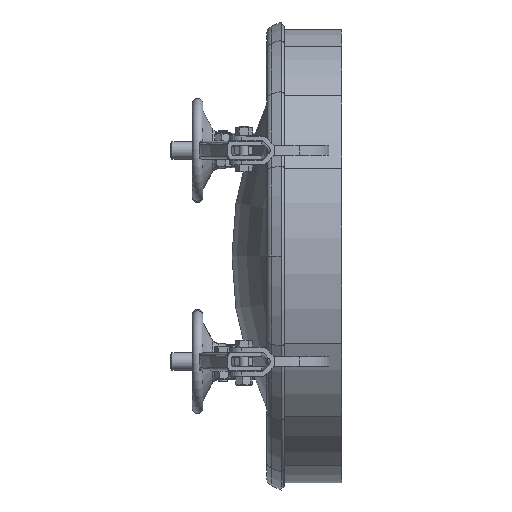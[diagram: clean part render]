
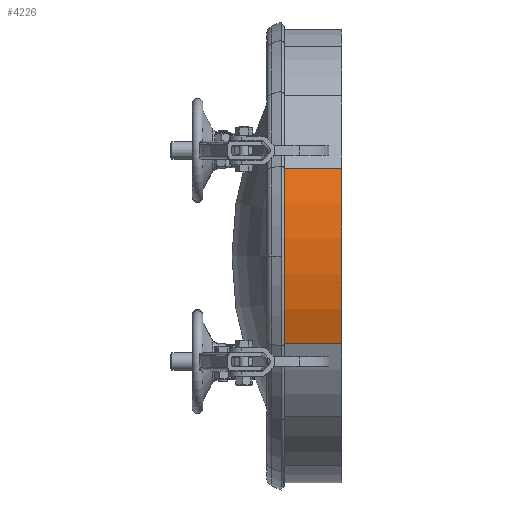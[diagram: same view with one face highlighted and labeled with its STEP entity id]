
A CAD part, left-side view. The second image highlights one B-rep face of the part: STEP entity #4226.
In plain terms, the highlighted cylindrical face has radius 260.526 mm (diameter 521.052 mm), a partial arc.
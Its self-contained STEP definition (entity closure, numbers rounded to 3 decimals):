
#1514 = CARTESIAN_POINT ( 'NONE',  ( -197.074, 0., -91.043 ) ) ;
#4226 = ADVANCED_FACE ( 'NONE', ( #14761 ), #14548, .T. ) ;
#4227 = EDGE_LOOP ( 'NONE', ( #4228, #4230, #4231, #4233 ) ) ;
#4228 = ORIENTED_EDGE ( 'NONE', *, *, #4229, .F. ) ;
#4229 = EDGE_CURVE ( 'NONE', #23221, #22951, #14543, .T. ) ;
#4230 = ORIENTED_EDGE ( 'NONE', *, *, #23219, .T. ) ;
#4231 = ORIENTED_EDGE ( 'NONE', *, *, #4232, .T. ) ;
#4232 = EDGE_CURVE ( 'NONE', #22406, #22954, #14480, .T. ) ;
#4233 = ORIENTED_EDGE ( 'NONE', *, *, #22953, .F. ) ;
#5926 = DIRECTION ( 'NONE',  ( 0., -1., 0. ) ) ;
#5927 = VECTOR ( 'NONE', #5926, 1000. ) ;
#5928 = CARTESIAN_POINT ( 'NONE',  ( -197.074, 0., -91.043 ) ) ;
#5930 = LINE ( 'NONE', #5928, #5927 ) ;
#5931 = CARTESIAN_POINT ( 'NONE',  ( -197.074, 60., -91.043 ) ) ;
#10201 = DIRECTION ( 'NONE',  ( 0., -1., 0. ) ) ;
#10202 = CARTESIAN_POINT ( 'NONE',  ( -197.074, 0., 91.043 ) ) ;
#10203 = LINE ( 'NONE', #10202, #10216 ) ;
#10208 = CARTESIAN_POINT ( 'NONE',  ( -197.074, 60., 91.043 ) ) ;
#10215 = CARTESIAN_POINT ( 'NONE',  ( -197.074, 0., 91.043 ) ) ;
#10216 = VECTOR ( 'NONE', #10201, 1000. ) ;
#14478 = DIRECTION ( 'NONE',  ( 0., 1., 0. ) ) ;
#14479 = AXIS2_PLACEMENT_3D ( 'NONE', #14544, #14478, #14760 ) ;
#14480 = CIRCLE ( 'NONE', #14479, 260.526 ) ;
#14482 = DIRECTION ( 'NONE',  ( 0., 0., 1. ) ) ;
#14483 = DIRECTION ( 'NONE',  ( 0., 1., 0. ) ) ;
#14484 = CARTESIAN_POINT ( 'NONE',  ( 47.026, 60., 0. ) ) ;
#14508 = CARTESIAN_POINT ( 'NONE',  ( 47.026, 0., 0. ) ) ;
#14531 = AXIS2_PLACEMENT_3D ( 'NONE', #14508, #14546, #14545 ) ;
#14542 = AXIS2_PLACEMENT_3D ( 'NONE', #14484, #14483, #14482 ) ;
#14543 = CIRCLE ( 'NONE', #14542, 260.526 ) ;
#14544 = CARTESIAN_POINT ( 'NONE',  ( 47.026, 0., 0. ) ) ;
#14545 = DIRECTION ( 'NONE',  ( 0., 0., 1. ) ) ;
#14546 = DIRECTION ( 'NONE',  ( 0., 1., 0. ) ) ;
#14548 = CYLINDRICAL_SURFACE ( 'NONE', #14531, 260.526 ) ;
#14760 = DIRECTION ( 'NONE',  ( 0., 0., 1. ) ) ;
#14761 = FACE_OUTER_BOUND ( 'NONE', #4227, .T. ) ;
#22406 = VERTEX_POINT ( 'NONE', #1514 ) ;
#22951 = VERTEX_POINT ( 'NONE', #10208 ) ;
#22953 = EDGE_CURVE ( 'NONE', #22951, #22954, #10203, .T. ) ;
#22954 = VERTEX_POINT ( 'NONE', #10215 ) ;
#23219 = EDGE_CURVE ( 'NONE', #23221, #22406, #5930, .T. ) ;
#23221 = VERTEX_POINT ( 'NONE', #5931 ) ;
